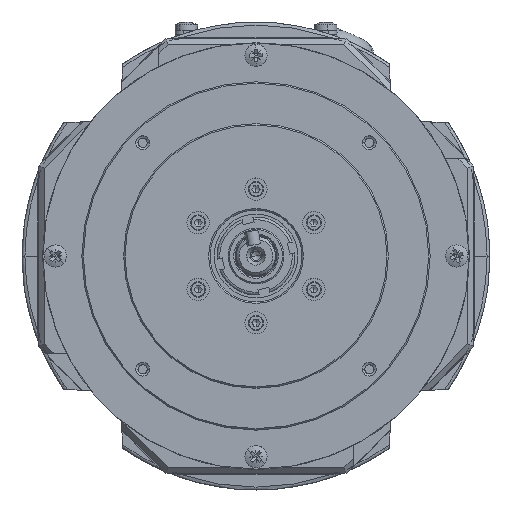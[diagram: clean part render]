
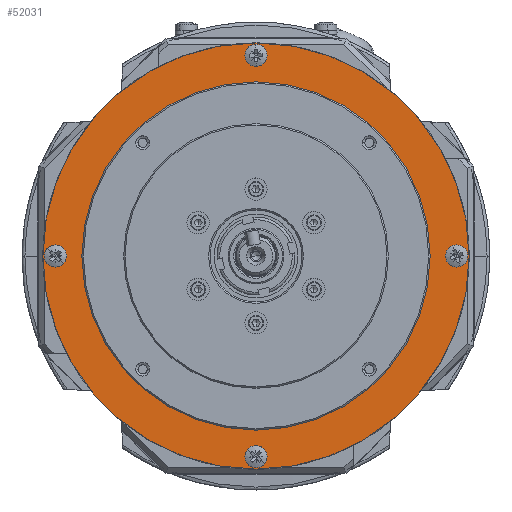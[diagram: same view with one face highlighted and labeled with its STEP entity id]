
A CAD part, top view. The second image highlights one B-rep face of the part: STEP entity #52031.
In plain terms, the highlighted planar face has unit normal (0, 0, 1).
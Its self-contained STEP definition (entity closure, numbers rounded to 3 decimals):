
#5629=CARTESIAN_POINT('',(4.,-72.,72.5));
#5630=VERTEX_POINT('',#5629);
#5664=CARTESIAN_POINT('',(-4.,-72.,72.5));
#5665=VERTEX_POINT('',#5664);
#5672=CARTESIAN_POINT('',(0.,-72.,72.5));
#5673=DIRECTION('',(0.0,0.0,-1.0));
#5674=DIRECTION('',(1.0,0.0,0.0));
#5675=AXIS2_PLACEMENT_3D('',#5672,#5673,#5674);
#5676=CIRCLE('',#5675,4.0);
#5677=EDGE_CURVE('',#5630,#5665,#5676,.T.);
#5710=CARTESIAN_POINT('',(4.,72.,72.5));
#5711=VERTEX_POINT('',#5710);
#5745=CARTESIAN_POINT('',(-4.,72.,72.5));
#5746=VERTEX_POINT('',#5745);
#5753=CARTESIAN_POINT('',(0.,72.,72.5));
#5754=DIRECTION('',(0.0,0.0,-1.0));
#5755=DIRECTION('',(1.0,0.0,0.0));
#5756=AXIS2_PLACEMENT_3D('',#5753,#5754,#5755);
#5757=CIRCLE('',#5756,4.0);
#5758=EDGE_CURVE('',#5711,#5746,#5757,.T.);
#5791=CARTESIAN_POINT('',(-68.,0.,72.5));
#5792=VERTEX_POINT('',#5791);
#5826=CARTESIAN_POINT('',(-76.,0.,72.5));
#5827=VERTEX_POINT('',#5826);
#5834=CARTESIAN_POINT('',(-72.,0.,72.5));
#5835=DIRECTION('',(0.0,0.0,-1.0));
#5836=DIRECTION('',(1.0,0.0,0.0));
#5837=AXIS2_PLACEMENT_3D('',#5834,#5835,#5836);
#5838=CIRCLE('',#5837,4.0);
#5839=EDGE_CURVE('',#5792,#5827,#5838,.T.);
#5872=CARTESIAN_POINT('',(76.,0.,72.5));
#5873=VERTEX_POINT('',#5872);
#5907=CARTESIAN_POINT('',(68.,0.,72.5));
#5908=VERTEX_POINT('',#5907);
#5915=CARTESIAN_POINT('',(72.,0.,72.5));
#5916=DIRECTION('',(0.0,0.0,-1.0));
#5917=DIRECTION('',(1.0,0.0,0.0));
#5918=AXIS2_PLACEMENT_3D('',#5915,#5916,#5917);
#5919=CIRCLE('',#5918,4.0);
#5920=EDGE_CURVE('',#5873,#5908,#5919,.T.);
#6052=CARTESIAN_POINT('',(-62.5,0.,72.5));
#6053=VERTEX_POINT('',#6052);
#6060=CARTESIAN_POINT('',(62.5,0.,72.5));
#6061=VERTEX_POINT('',#6060);
#6062=CARTESIAN_POINT('',(0.,0.,72.5));
#6063=DIRECTION('',(0.0,0.0,-1.0));
#6064=DIRECTION('',(-1.0,0.0,0.0));
#6065=AXIS2_PLACEMENT_3D('',#6062,#6063,#6064);
#6066=CIRCLE('',#6065,62.5);
#6067=EDGE_CURVE('',#6061,#6053,#6066,.T.);
#6212=CARTESIAN_POINT('',(76.5,0.,72.5));
#6213=VERTEX_POINT('',#6212);
#6222=CARTESIAN_POINT('',(-76.5,0.,72.5));
#6223=VERTEX_POINT('',#6222);
#6224=CARTESIAN_POINT('',(0.,0.,72.5));
#6225=DIRECTION('',(0.0,0.0,1.0));
#6226=DIRECTION('',(1.0,0.0,0.0));
#6227=AXIS2_PLACEMENT_3D('',#6224,#6225,#6226);
#6228=CIRCLE('',#6227,76.5);
#6229=EDGE_CURVE('',#6223,#6213,#6228,.T.);
#51966=CARTESIAN_POINT('',(0.,0.,72.5));
#51967=DIRECTION('',(0.0,0.0,1.0));
#51968=DIRECTION('',(1.0,0.0,0.0));
#51969=AXIS2_PLACEMENT_3D('',#51966,#51967,#51968);
#51970=PLANE('',#51969);
#51971=ORIENTED_EDGE('',*,*,#6229,.T.);
#51972=CARTESIAN_POINT('',(0.,0.,72.5));
#51973=DIRECTION('',(0.0,0.0,1.0));
#51974=DIRECTION('',(1.0,0.0,0.0));
#51975=AXIS2_PLACEMENT_3D('',#51972,#51973,#51974);
#51976=CIRCLE('',#51975,76.5);
#51977=EDGE_CURVE('',#6213,#6223,#51976,.T.);
#51978=ORIENTED_EDGE('',*,*,#51977,.T.);
#51979=EDGE_LOOP('',(#51971,#51978));
#51980=FACE_OUTER_BOUND('',#51979,.T.);
#51981=ORIENTED_EDGE('',*,*,#5677,.T.);
#51982=CARTESIAN_POINT('',(0.,-72.,72.5));
#51983=DIRECTION('',(0.0,0.0,-1.0));
#51984=DIRECTION('',(1.0,0.0,0.0));
#51985=AXIS2_PLACEMENT_3D('',#51982,#51983,#51984);
#51986=CIRCLE('',#51985,4.0);
#51987=EDGE_CURVE('',#5665,#5630,#51986,.T.);
#51988=ORIENTED_EDGE('',*,*,#51987,.T.);
#51989=EDGE_LOOP('',(#51981,#51988));
#51990=FACE_BOUND('',#51989,.T.);
#51991=ORIENTED_EDGE('',*,*,#5758,.T.);
#51992=CARTESIAN_POINT('',(0.,72.,72.5));
#51993=DIRECTION('',(0.0,0.0,-1.0));
#51994=DIRECTION('',(1.0,0.0,0.0));
#51995=AXIS2_PLACEMENT_3D('',#51992,#51993,#51994);
#51996=CIRCLE('',#51995,4.0);
#51997=EDGE_CURVE('',#5746,#5711,#51996,.T.);
#51998=ORIENTED_EDGE('',*,*,#51997,.T.);
#51999=EDGE_LOOP('',(#51991,#51998));
#52000=FACE_BOUND('',#51999,.T.);
#52001=ORIENTED_EDGE('',*,*,#5839,.T.);
#52002=CARTESIAN_POINT('',(-72.,0.,72.5));
#52003=DIRECTION('',(0.0,0.0,-1.0));
#52004=DIRECTION('',(1.0,0.0,0.0));
#52005=AXIS2_PLACEMENT_3D('',#52002,#52003,#52004);
#52006=CIRCLE('',#52005,4.0);
#52007=EDGE_CURVE('',#5827,#5792,#52006,.T.);
#52008=ORIENTED_EDGE('',*,*,#52007,.T.);
#52009=EDGE_LOOP('',(#52001,#52008));
#52010=FACE_BOUND('',#52009,.T.);
#52011=ORIENTED_EDGE('',*,*,#5920,.T.);
#52012=CARTESIAN_POINT('',(72.,0.,72.5));
#52013=DIRECTION('',(0.0,0.0,-1.0));
#52014=DIRECTION('',(1.0,0.0,0.0));
#52015=AXIS2_PLACEMENT_3D('',#52012,#52013,#52014);
#52016=CIRCLE('',#52015,4.0);
#52017=EDGE_CURVE('',#5908,#5873,#52016,.T.);
#52018=ORIENTED_EDGE('',*,*,#52017,.T.);
#52019=EDGE_LOOP('',(#52011,#52018));
#52020=FACE_BOUND('',#52019,.T.);
#52021=ORIENTED_EDGE('',*,*,#6067,.T.);
#52022=CARTESIAN_POINT('',(0.,0.,72.5));
#52023=DIRECTION('',(0.0,0.0,-1.0));
#52024=DIRECTION('',(-1.0,0.0,0.0));
#52025=AXIS2_PLACEMENT_3D('',#52022,#52023,#52024);
#52026=CIRCLE('',#52025,62.5);
#52027=EDGE_CURVE('',#6053,#6061,#52026,.T.);
#52028=ORIENTED_EDGE('',*,*,#52027,.T.);
#52029=EDGE_LOOP('',(#52021,#52028));
#52030=FACE_BOUND('',#52029,.T.);
#52031=ADVANCED_FACE('',(#51980,#51990,#52000,#52010,#52020,#52030),#51970,.T.);
